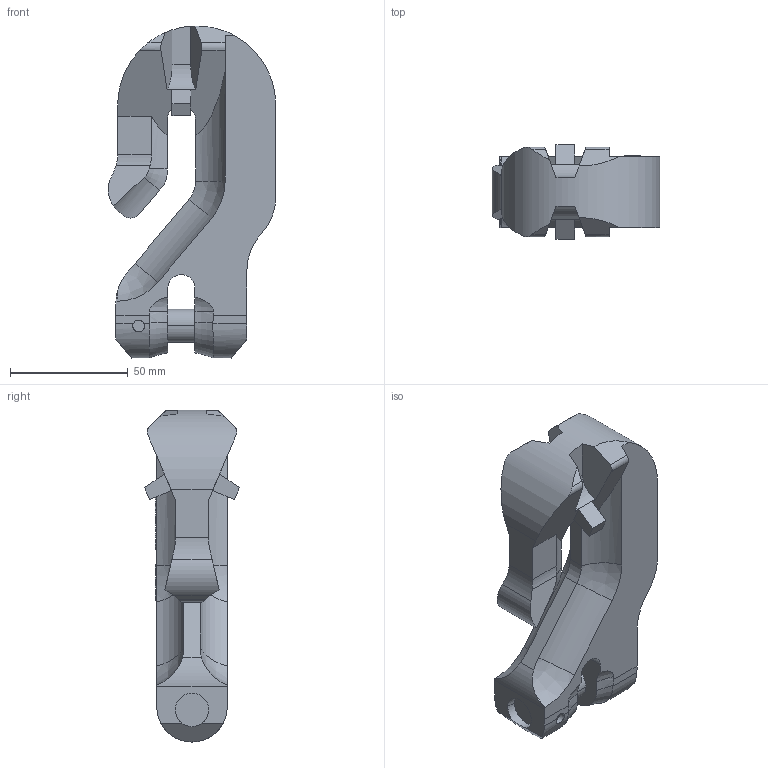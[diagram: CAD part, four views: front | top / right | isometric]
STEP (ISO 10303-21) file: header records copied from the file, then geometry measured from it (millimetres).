
FILE_DESCRIPTION((''),'2;1');
FILE_NAME('001-M33795-P-10','2014-08-12T',('Andreas.Wendler'),(''),'PRO/ENGINEER BY PARAMETRIC TECHNOLOGY CORPORATION, 2010140','PRO/ENGINEER BY PARAMETRIC TECHNOLOGY CORPORATION, 2010140','');
FILE_SCHEMA(('CONFIG_CONTROL_DESIGN'));
Length unit declared in the file: millimetre
Products named in the file (1): 001-M33795-P-10
Bounding box: 71 x 40.16 x 140.69 mm (x, y, z)
Volume: 166857.8 mm3; surface area: 28869.4 mm2
Topology: 1 solids, 1 shells, 280 faces, 788 edges, 522 vertices
Faces by surface type: plane 222, cylinder 44, bspline 10, torus 2, extrusion 2
Entity records: 9498 total; most frequent: CARTESIAN_POINT 2356, ORIENTED_EDGE 1576, DIRECTION 1310, EDGE_CURVE 788, VECTOR 634, LINE 632, VERTEX_POINT 522, AXIS2_PLACEMENT_3D 338
